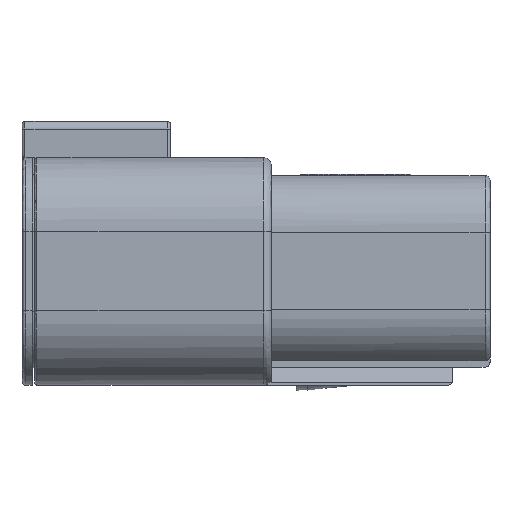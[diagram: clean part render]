
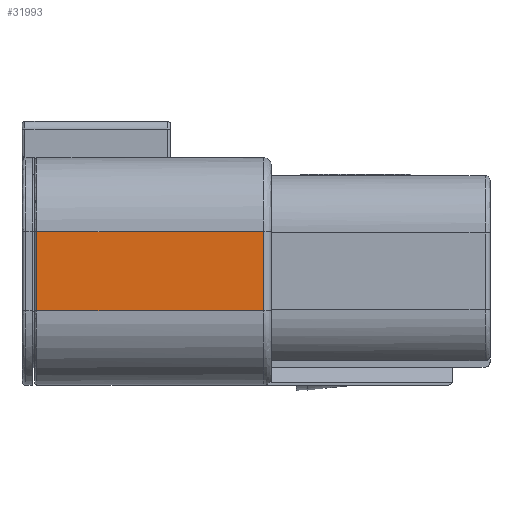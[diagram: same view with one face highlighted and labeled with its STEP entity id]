
A CAD part, left-side view. The second image highlights one B-rep face of the part: STEP entity #31993.
In plain terms, the highlighted planar face has unit normal (-1, 0, 0).
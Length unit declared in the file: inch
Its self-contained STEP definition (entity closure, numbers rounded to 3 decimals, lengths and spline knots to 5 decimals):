
#128 = LINE ( 'NONE', #11471, #26946 ) ;
#275 = VECTOR ( 'NONE', #7962, 39.37008 ) ;
#1951 = ORIENTED_EDGE ( 'NONE', *, *, #10061, .T. ) ;
#2105 = CARTESIAN_POINT ( 'NONE',  ( -0.53051, 1.8622, 0.15748 ) ) ;
#2165 = CARTESIAN_POINT ( 'NONE',  ( -0.53051, 0.90157, -0.45276 ) ) ;
#2659 = LINE ( 'NONE', #26780, #27848 ) ;
#4802 = VERTEX_POINT ( 'NONE', #24448 ) ;
#7962 = DIRECTION ( 'NONE',  ( 0., 1., 0. ) ) ;
#8115 = ORIENTED_EDGE ( 'NONE', *, *, #11986, .T. ) ;
#9783 = AXIS2_PLACEMENT_3D ( 'NONE', #15094, #14870, #17351 ) ;
#10061 = EDGE_CURVE ( 'NONE', #27172, #4802, #19723, .T. ) ;
#11193 = DIRECTION ( 'NONE',  ( 0., 1., 0. ) ) ;
#11471 = CARTESIAN_POINT ( 'NONE',  ( -0.53051, 1.80315, -0.45276 ) ) ;
#11986 = EDGE_CURVE ( 'NONE', #32475, #28995, #128, .T. ) ;
#14563 = EDGE_CURVE ( 'NONE', #4802, #32475, #21816, .T. ) ;
#14870 = DIRECTION ( 'NONE',  ( -1., 0., 0. ) ) ;
#15094 = CARTESIAN_POINT ( 'NONE',  ( -0.53051, 1.8622, -0.45276 ) ) ;
#15112 = CARTESIAN_POINT ( 'NONE',  ( -0.53051, 1.80315, -0.15748 ) ) ;
#17351 = DIRECTION ( 'NONE',  ( 0., 0., 1. ) ) ;
#18638 = ORIENTED_EDGE ( 'NONE', *, *, #14563, .T. ) ;
#19297 = VECTOR ( 'NONE', #25687, 39.37008 ) ;
#19628 = DIRECTION ( 'NONE',  ( 0., 0., -1. ) ) ;
#19723 = LINE ( 'NONE', #2165, #19297 ) ;
#21816 = LINE ( 'NONE', #2105, #275 ) ;
#24284 = ORIENTED_EDGE ( 'NONE', *, *, #25060, .F. ) ;
#24448 = CARTESIAN_POINT ( 'NONE',  ( -0.53051, 0.90157, 0.15748 ) ) ;
#25060 = EDGE_CURVE ( 'NONE', #27172, #28995, #2659, .T. ) ;
#25189 = CARTESIAN_POINT ( 'NONE',  ( -0.53051, 1.80315, 0.15748 ) ) ;
#25687 = DIRECTION ( 'NONE',  ( 0., 0., 1. ) ) ;
#26308 = CARTESIAN_POINT ( 'NONE',  ( -0.53051, 0.90157, -0.15748 ) ) ;
#26780 = CARTESIAN_POINT ( 'NONE',  ( -0.53051, 1.86585, -0.15748 ) ) ;
#26946 = VECTOR ( 'NONE', #19628, 39.37008 ) ;
#27172 = VERTEX_POINT ( 'NONE', #26308 ) ;
#27848 = VECTOR ( 'NONE', #11193, 39.37008 ) ;
#28995 = VERTEX_POINT ( 'NONE', #15112 ) ;
#29917 = FACE_OUTER_BOUND ( 'NONE', #31269, .T. ) ;
#30320 = PLANE ( 'NONE',  #9783 ) ;
#31269 = EDGE_LOOP ( 'NONE', ( #24284, #1951, #18638, #8115 ) ) ;
#31993 = ADVANCED_FACE ( 'NONE', ( #29917 ), #30320, .T. ) ;
#32475 = VERTEX_POINT ( 'NONE', #25189 ) ;
